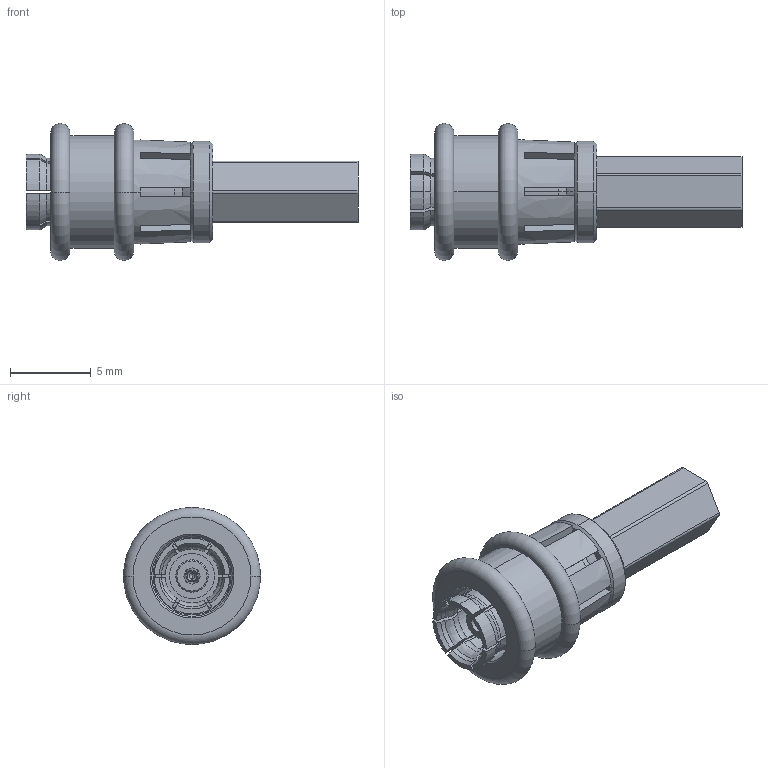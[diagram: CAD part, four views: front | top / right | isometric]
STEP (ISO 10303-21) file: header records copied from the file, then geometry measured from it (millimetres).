
FILE_DESCRIPTION (( 'STEP AP203' ), '1' );
FILE_NAME ('R117.083.807A.STEP', '2014-03-11T06:52:07', ( 'adminradiall' ), ( 'Microsoft' ), 'SwSTEP 2.0', 'SolidWorks 2011', '' );
FILE_SCHEMA (( 'CONFIG_CONTROL_DESIGN' ));
Length unit declared in the file: millimetre
Products named in the file (1): R117.083.807A
Bounding box: 20.57 x 8.5 x 8.5 mm (x, y, z)
Volume: 456.3 mm3; surface area: 800.5 mm2
Topology: 1 solids, 1 shells, 228 faces, 685 edges, 438 vertices
Faces by surface type: plane 85, cylinder 68, cone 55, bspline 14, torus 6
Entity records: 8176 total; most frequent: CARTESIAN_POINT 1953, ORIENTED_EDGE 1366, DIRECTION 1278, EDGE_CURVE 683, AXIS2_PLACEMENT_3D 499, VERTEX_POINT 438, CIRCLE 284, VECTOR 280
